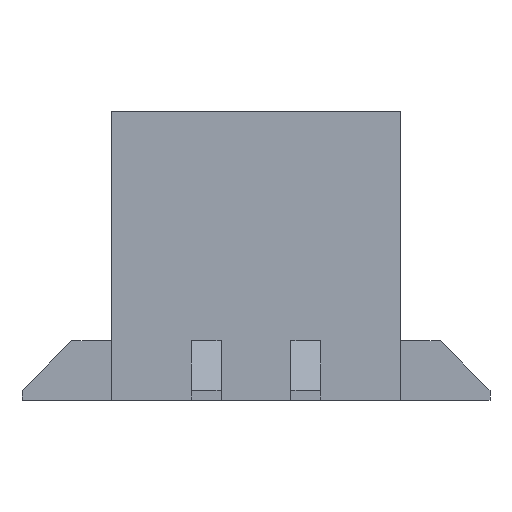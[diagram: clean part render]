
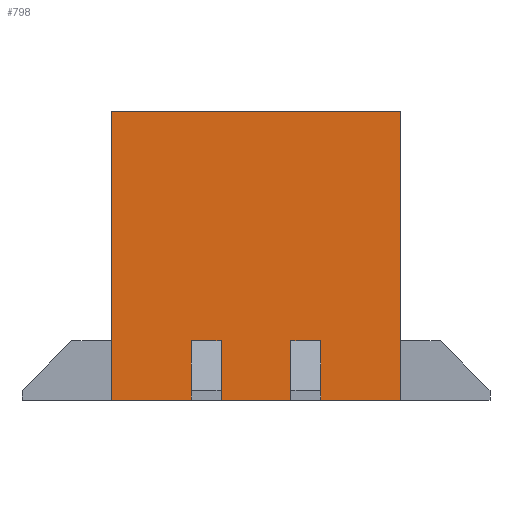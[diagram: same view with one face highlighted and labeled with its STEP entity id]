
A CAD part, front view. The second image highlights one B-rep face of the part: STEP entity #798.
In plain terms, the highlighted planar face has unit normal (0, -1, 0).
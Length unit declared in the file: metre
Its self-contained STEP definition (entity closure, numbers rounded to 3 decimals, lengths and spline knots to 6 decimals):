
#38=ORIENTED_EDGE('',*,*,#266,.F.);
#39=ORIENTED_EDGE('',*,*,#267,.T.);
#40=ORIENTED_EDGE('',*,*,#268,.T.);
#41=ORIENTED_EDGE('',*,*,#269,.T.);
#42=ORIENTED_EDGE('',*,*,#270,.F.);
#43=ORIENTED_EDGE('',*,*,#271,.F.);
#44=ORIENTED_EDGE('',*,*,#258,.T.);
#45=ORIENTED_EDGE('',*,*,#272,.T.);
#46=ORIENTED_EDGE('',*,*,#273,.F.);
#47=ORIENTED_EDGE('',*,*,#274,.T.);
#48=ORIENTED_EDGE('',*,*,#275,.T.);
#49=ORIENTED_EDGE('',*,*,#276,.T.);
#258=EDGE_CURVE('',#373,#372,#448,.T.);
#266=EDGE_CURVE('',#380,#381,#456,.T.);
#267=EDGE_CURVE('',#380,#382,#457,.T.);
#268=EDGE_CURVE('',#382,#383,#458,.T.);
#269=EDGE_CURVE('',#383,#384,#459,.T.);
#270=EDGE_CURVE('',#385,#384,#460,.T.);
#271=EDGE_CURVE('',#373,#385,#461,.T.);
#272=EDGE_CURVE('',#372,#386,#462,.T.);
#273=EDGE_CURVE('',#387,#386,#463,.T.);
#274=EDGE_CURVE('',#387,#388,#464,.T.);
#275=EDGE_CURVE('',#388,#389,#465,.T.);
#276=EDGE_CURVE('',#389,#381,#466,.T.);
#372=VERTEX_POINT('',#1130);
#373=VERTEX_POINT('',#1132);
#380=VERTEX_POINT('',#1148);
#381=VERTEX_POINT('',#1149);
#382=VERTEX_POINT('',#1151);
#383=VERTEX_POINT('',#1153);
#384=VERTEX_POINT('',#1155);
#385=VERTEX_POINT('',#1157);
#386=VERTEX_POINT('',#1160);
#387=VERTEX_POINT('',#1162);
#388=VERTEX_POINT('',#1164);
#389=VERTEX_POINT('',#1166);
#448=LINE('',#1131,#562);
#456=LINE('',#1147,#570);
#457=LINE('',#1150,#571);
#458=LINE('',#1152,#572);
#459=LINE('',#1154,#573);
#460=LINE('',#1156,#574);
#461=LINE('',#1158,#575);
#462=LINE('',#1159,#576);
#463=LINE('',#1161,#577);
#464=LINE('',#1163,#578);
#465=LINE('',#1165,#579);
#466=LINE('',#1167,#580);
#562=VECTOR('',#930,1.);
#570=VECTOR('',#940,1.);
#571=VECTOR('',#941,1.);
#572=VECTOR('',#942,1.);
#573=VECTOR('',#943,1.);
#574=VECTOR('',#944,1.);
#575=VECTOR('',#945,1.);
#576=VECTOR('',#946,1.);
#577=VECTOR('',#947,1.);
#578=VECTOR('',#948,1.);
#579=VECTOR('',#949,1.);
#580=VECTOR('',#950,1.);
#673=EDGE_LOOP('',(#38,#39,#40,#41,#42,#43,#44,#45,#46,#47,#48,#49));
#715=FACE_BOUND('',#673,.T.);
#757=PLANE('',#882);
#798=ADVANCED_FACE('',(#715),#757,.F.);
#882=AXIS2_PLACEMENT_3D('',#1146,#938,#939);
#930=DIRECTION('',(0.,0.,-1.));
#938=DIRECTION('',(0.,1.,0.));
#939=DIRECTION('',(0.,0.,1.));
#940=DIRECTION('',(0.,0.,-1.));
#941=DIRECTION('',(1.,0.,0.));
#942=DIRECTION('',(0.,0.,-1.));
#943=DIRECTION('',(1.,0.,0.));
#944=DIRECTION('',(0.,0.,-1.));
#945=DIRECTION('',(1.,0.,0.));
#946=DIRECTION('',(1.,0.,0.));
#947=DIRECTION('',(0.,0.,-1.));
#948=DIRECTION('',(1.,0.,0.));
#949=DIRECTION('',(0.,0.,-1.));
#950=DIRECTION('',(1.,0.,0.));
#1130=CARTESIAN_POINT('',(-0.0029,-0.0051,0.));
#1131=CARTESIAN_POINT('',(-0.0029,-0.0051,0.0058));
#1132=CARTESIAN_POINT('',(-0.0029,-0.0051,0.0058));
#1146=CARTESIAN_POINT('',(-0.0021,-0.0051,0.0058));
#1147=CARTESIAN_POINT('',(0.0007,-0.0051,0.0012));
#1148=CARTESIAN_POINT('',(0.0007,-0.0051,0.0012));
#1149=CARTESIAN_POINT('',(0.0007,-0.0051,0.));
#1150=CARTESIAN_POINT('',(0.001,-0.0051,0.0012));
#1151=CARTESIAN_POINT('',(0.0013,-0.0051,0.0012));
#1152=CARTESIAN_POINT('',(0.0013,-0.0051,0.0012));
#1153=CARTESIAN_POINT('',(0.0013,-0.0051,0.));
#1154=CARTESIAN_POINT('',(-0.0021,-0.0051,0.));
#1155=CARTESIAN_POINT('',(0.0029,-0.0051,0.));
#1156=CARTESIAN_POINT('',(0.0029,-0.0051,0.0058));
#1157=CARTESIAN_POINT('',(0.0029,-0.0051,0.0058));
#1158=CARTESIAN_POINT('',(-0.0021,-0.0051,0.0058));
#1159=CARTESIAN_POINT('',(-0.0021,-0.0051,0.));
#1160=CARTESIAN_POINT('',(-0.0013,-0.0051,0.));
#1161=CARTESIAN_POINT('',(-0.0013,-0.0051,0.0012));
#1162=CARTESIAN_POINT('',(-0.0013,-0.0051,0.0012));
#1163=CARTESIAN_POINT('',(-0.001,-0.0051,0.0012));
#1164=CARTESIAN_POINT('',(-0.0007,-0.0051,0.0012));
#1165=CARTESIAN_POINT('',(-0.0007,-0.0051,0.0012));
#1166=CARTESIAN_POINT('',(-0.0007,-0.0051,0.));
#1167=CARTESIAN_POINT('',(-0.0021,-0.0051,0.));
